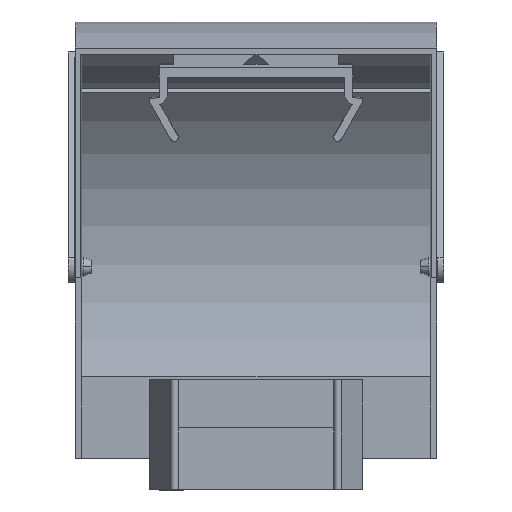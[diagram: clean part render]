
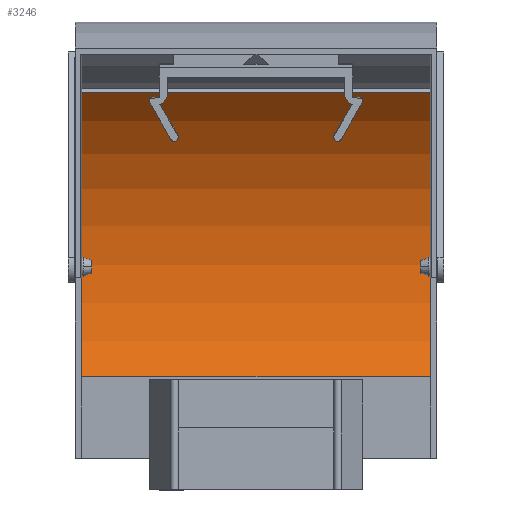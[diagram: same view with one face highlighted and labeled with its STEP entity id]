
A CAD part, left-side view. The second image highlights one B-rep face of the part: STEP entity #3246.
In plain terms, the highlighted cylindrical face has radius 76 mm (diameter 152 mm), a partial arc.
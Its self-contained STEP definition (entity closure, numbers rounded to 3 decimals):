
#76 = EDGE_CURVE ( 'NONE', #1565, #3016, #3049, .T. ) ;
#99 = AXIS2_PLACEMENT_3D ( 'NONE', #1790, #108, #1650 ) ;
#108 = DIRECTION ( 'NONE',  ( 0., -1., 0. ) ) ;
#207 = CARTESIAN_POINT ( 'NONE',  ( -34.925, -55.475, 67.5 ) ) ;
#332 = DIRECTION ( 'NONE',  ( 0., 1., 0. ) ) ;
#337 = DIRECTION ( 'NONE',  ( 0., -1., 0. ) ) ;
#499 = LINE ( 'NONE', #3365, #2782 ) ;
#606 = DIRECTION ( 'NONE',  ( 0., -1., 0. ) ) ;
#637 = AXIS2_PLACEMENT_3D ( 'NONE', #1793, #332, #3302 ) ;
#669 = FACE_OUTER_BOUND ( 'NONE', #2021, .T. ) ;
#769 = VECTOR ( 'NONE', #1679, 1000. ) ;
#793 = VERTEX_POINT ( 'NONE', #207 ) ;
#826 = CARTESIAN_POINT ( 'NONE',  ( -34.925, -55.55, 67.5 ) ) ;
#980 = DIRECTION ( 'NONE',  ( 0., 1., 0. ) ) ;
#984 = CIRCLE ( 'NONE', #637, 76. ) ;
#1122 = VERTEX_POINT ( 'NONE', #2453 ) ;
#1144 = EDGE_CURVE ( 'NONE', #3016, #2292, #984, .T. ) ;
#1214 = EDGE_CURVE ( 'NONE', #2292, #1122, #1256, .T. ) ;
#1236 = ORIENTED_EDGE ( 'NONE', *, *, #76, .T. ) ;
#1256 = LINE ( 'NONE', #1292, #1338 ) ;
#1287 = CARTESIAN_POINT ( 'NONE',  ( 0., -55.55, 0. ) ) ;
#1292 = CARTESIAN_POINT ( 'NONE',  ( 55.479, 55.475, 51.943 ) ) ;
#1338 = VECTOR ( 'NONE', #337, 1000. ) ;
#1565 = VERTEX_POINT ( 'NONE', #2568 ) ;
#1650 = DIRECTION ( 'NONE',  ( 0., 0., -1. ) ) ;
#1675 = DIRECTION ( 'NONE',  ( 0., 1., 0. ) ) ;
#1679 = DIRECTION ( 'NONE',  ( 0., 1., 0. ) ) ;
#1790 = CARTESIAN_POINT ( 'NONE',  ( 0., 57.475, 0. ) ) ;
#1793 = CARTESIAN_POINT ( 'NONE',  ( 0., 55.55, 0. ) ) ;
#1939 = VERTEX_POINT ( 'NONE', #826 ) ;
#2021 = EDGE_LOOP ( 'NONE', ( #2856, #3171, #2823, #2468, #1236, #3158 ) ) ;
#2100 = CYLINDRICAL_SURFACE ( 'NONE', #99, 76. ) ;
#2258 = EDGE_CURVE ( 'NONE', #1565, #793, #499, .T. ) ;
#2261 = LINE ( 'NONE', #3470, #769 ) ;
#2292 = VERTEX_POINT ( 'NONE', #3285 ) ;
#2332 = EDGE_CURVE ( 'NONE', #1939, #1122, #2585, .T. ) ;
#2333 = AXIS2_PLACEMENT_3D ( 'NONE', #1287, #980, #2817 ) ;
#2453 = CARTESIAN_POINT ( 'NONE',  ( 55.479, -55.55, 51.943 ) ) ;
#2468 = ORIENTED_EDGE ( 'NONE', *, *, #2258, .F. ) ;
#2568 = CARTESIAN_POINT ( 'NONE',  ( -34.925, 55.475, 67.5 ) ) ;
#2585 = CIRCLE ( 'NONE', #2333, 76. ) ;
#2782 = VECTOR ( 'NONE', #606, 1000. ) ;
#2817 = DIRECTION ( 'NONE',  ( 0., 0., 1. ) ) ;
#2823 = ORIENTED_EDGE ( 'NONE', *, *, #3230, .T. ) ;
#2856 = ORIENTED_EDGE ( 'NONE', *, *, #1214, .T. ) ;
#3016 = VERTEX_POINT ( 'NONE', #3425 ) ;
#3049 = LINE ( 'NONE', #3323, #3303 ) ;
#3158 = ORIENTED_EDGE ( 'NONE', *, *, #1144, .T. ) ;
#3171 = ORIENTED_EDGE ( 'NONE', *, *, #2332, .F. ) ;
#3230 = EDGE_CURVE ( 'NONE', #1939, #793, #2261, .T. ) ;
#3246 = ADVANCED_FACE ( 'NONE', ( #669 ), #2100, .F. ) ;
#3285 = CARTESIAN_POINT ( 'NONE',  ( 55.479, 55.55, 51.943 ) ) ;
#3302 = DIRECTION ( 'NONE',  ( 0., 0., 1. ) ) ;
#3303 = VECTOR ( 'NONE', #1675, 1000. ) ;
#3323 = CARTESIAN_POINT ( 'NONE',  ( -34.925, -55.55, 67.5 ) ) ;
#3365 = CARTESIAN_POINT ( 'NONE',  ( -34.925, 55.475, 67.5 ) ) ;
#3425 = CARTESIAN_POINT ( 'NONE',  ( -34.925, 55.55, 67.5 ) ) ;
#3470 = CARTESIAN_POINT ( 'NONE',  ( -34.925, -55.55, 67.5 ) ) ;
